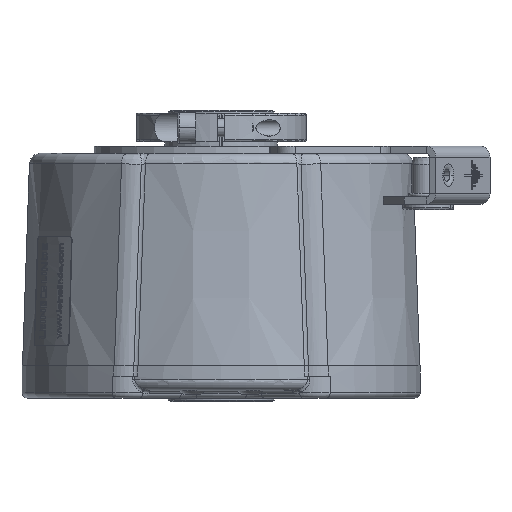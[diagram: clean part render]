
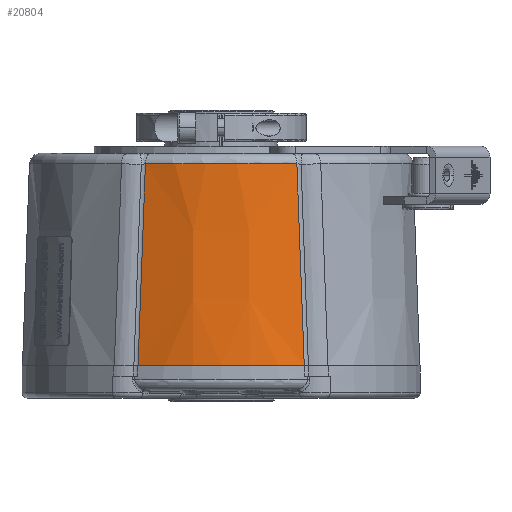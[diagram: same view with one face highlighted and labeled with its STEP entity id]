
A CAD part, front view. The second image highlights one B-rep face of the part: STEP entity #20804.
In plain terms, the highlighted conical face has half-angle 2 degrees and reference radius 51.889 mm.
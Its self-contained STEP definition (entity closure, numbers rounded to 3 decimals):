
#3790=CARTESIAN_POINT('',(0.,0.,-47.2));
#3791=DIRECTION('',(0.,0.,1.));
#3792=DIRECTION('',(-0.434,-0.901,0.));
#3793=AXIS2_PLACEMENT_3D('',#3790,#3791,#3792);
#3795=CARTESIAN_POINT('',(-22.935,-47.626,-47.2));
#3796=CARTESIAN_POINT('',(-22.701,-47.49,
-40.782));
#3797=CARTESIAN_POINT('',(-22.238,-47.22,
-28.106));
#3798=CARTESIAN_POINT('',(-21.557,-46.822,
-9.542));
#3799=CARTESIAN_POINT('',(-21.113,-46.563,
2.479));
#3800=CARTESIAN_POINT('',(-20.894,-46.434,
8.405));
#3802=CARTESIAN_POINT('',(0.,0.,8.405));
#3803=DIRECTION('',(0.,0.,1.));
#3804=DIRECTION('',(-0.41,-0.912,0.));
#3805=AXIS2_PLACEMENT_3D('',#3802,#3803,#3804);
#3807=CARTESIAN_POINT('',(20.894,-46.434,8.405));
#3808=CARTESIAN_POINT('',(21.113,-46.562,2.485));
#3809=CARTESIAN_POINT('',(21.557,-46.821,
-9.526));
#3810=CARTESIAN_POINT('',(22.239,-47.22,
-28.108));
#3811=CARTESIAN_POINT('',(22.701,-47.49,
-40.783));
#3812=CARTESIAN_POINT('',(22.935,-47.626,-47.2));
#3834=CARTESIAN_POINT('',(-20.894,-46.434,
8.405));
#13191=VERTEX_POINT('',#3834);
#13192=CARTESIAN_POINT('',(20.894,-46.434,
8.405));
#13193=VERTEX_POINT('',#13192);
#13767=CARTESIAN_POINT('',(-22.935,-47.626,-47.2));
#13768=CARTESIAN_POINT('',(22.935,-47.626,-47.2));
#13769=VERTEX_POINT('',#13767);
#13770=VERTEX_POINT('',#13768);
#20791=CARTESIAN_POINT('',(0.,0.,-19.398));
#20792=DIRECTION('',(0.,0.,-1.));
#20793=DIRECTION('',(-1.,0.,0.));
#20794=AXIS2_PLACEMENT_3D('',#20791,#20792,#20793);
#20795=CONICAL_SURFACE('',#20794,51.889,2.);
#20796=ORIENTED_EDGE('',*,*,#17451,.F.);
#20798=ORIENTED_EDGE('',*,*,#20797,.T.);
#20800=ORIENTED_EDGE('',*,*,#20799,.T.);
#20801=ORIENTED_EDGE('',*,*,#20783,.T.);
#20802=EDGE_LOOP('',(#20796,#20798,#20800,#20801));
#20803=FACE_OUTER_BOUND('',#20802,.F.);
#3794=CIRCLE('',#3793,52.86);
#3801=B_SPLINE_CURVE_WITH_KNOTS('',3,(#3795,#3796,#3797,#3798,#3799,#3800),
.UNSPECIFIED.,.F.,.F.,(4,1,1,4),(0.,0.333,0.667,1.),
.UNSPECIFIED.);
#3806=CIRCLE('',#3805,50.919);
#3813=B_SPLINE_CURVE_WITH_KNOTS('',3,(#3807,#3808,#3809,#3810,#3811,#3812),
.UNSPECIFIED.,.F.,.F.,(4,1,1,4),(0.,0.333,0.667,1.),
.UNSPECIFIED.);
#17451=EDGE_CURVE('',#13769,#13770,#3794,.T.);
#20783=EDGE_CURVE('',#13193,#13770,#3813,.T.);
#20797=EDGE_CURVE('',#13769,#13191,#3801,.T.);
#20799=EDGE_CURVE('',#13191,#13193,#3806,.T.);
#20804=ADVANCED_FACE('',(#20803),#20795,.T.);
